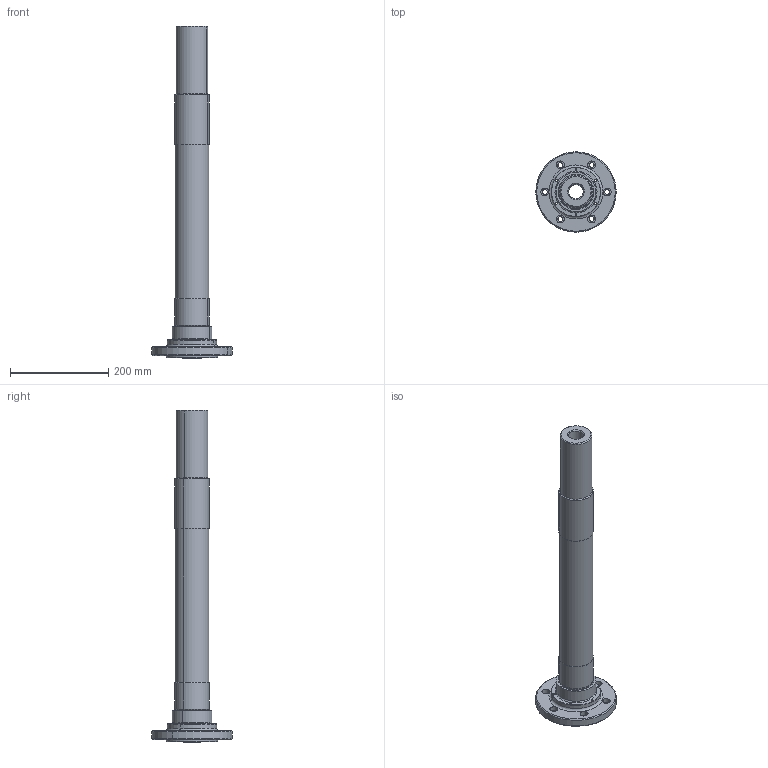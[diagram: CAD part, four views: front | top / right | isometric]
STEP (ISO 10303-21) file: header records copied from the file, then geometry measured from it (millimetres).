
FILE_DESCRIPTION(('CoCreate Modeling STEP Export'),'2;1');
FILE_NAME('m51.stp','2011-05-24T12:29:53',(''),(''),'CoCreate Modeling STEP processor for AP214 (Solid Model)','CoCreate Modeling 18.0P1120 20-Nov-2010 (C) Parametric Technology GmbH','');
FILE_SCHEMA(('AUTOMOTIVE_DESIGN { 1 0 10303 214 1 1 1 1 }'));
Length unit declared in the file: millimetre
Products named in the file (1): Z00003000004_A001.PRT
Bounding box: 163.45 x 163.45 x 674.7 mm (x, y, z)
Volume: 2409849.2 mm3; surface area: 261632.7 mm2
Topology: 1 solids, 1 shells, 124 faces, 278 edges, 168 vertices
Faces by surface type: cylinder 68, cone 30, plane 14, torus 12
Entity records: 3447 total; most frequent: ORIENTED_EDGE 556, DIRECTION 530, CARTESIAN_POINT 522, EDGE_CURVE 278, AXIS2_PLACEMENT_3D 216, VERTEX_POINT 168, EDGE_LOOP 162, FACE_OUTER_BOUND 124
